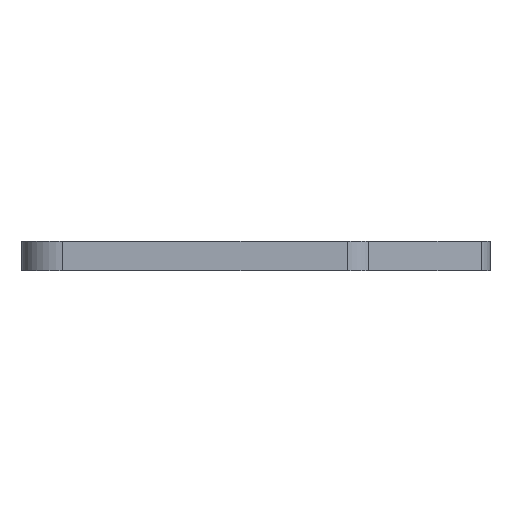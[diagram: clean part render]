
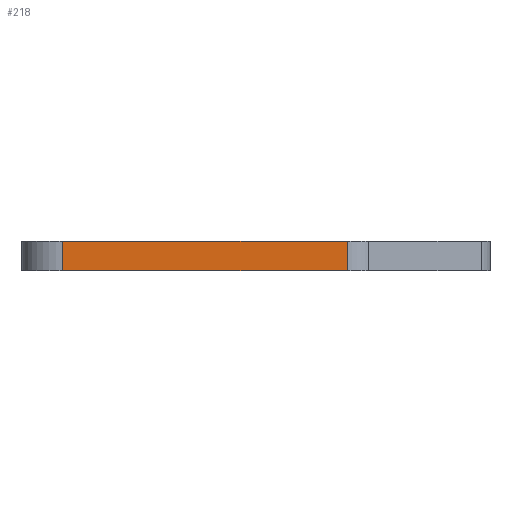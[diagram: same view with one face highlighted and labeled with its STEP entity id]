
A CAD part, left-side view. The second image highlights one B-rep face of the part: STEP entity #218.
In plain terms, the highlighted planar face has unit normal (-1, 0.012, 0).
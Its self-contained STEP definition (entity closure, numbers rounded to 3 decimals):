
#67 = VECTOR ( 'NONE', #1126, 1000. ) ;
#155 = DIRECTION ( 'NONE',  ( 0., 0., 1. ) ) ;
#166 = EDGE_CURVE ( 'NONE', #1945, #466, #886, .T. ) ;
#218 = ADVANCED_FACE ( 'NONE', ( #591 ), #1776, .F. ) ;
#219 = CARTESIAN_POINT ( 'NONE',  ( 405.382, 26.033, 4. ) ) ;
#247 = VECTOR ( 'NONE', #155, 1000. ) ;
#260 = ORIENTED_EDGE ( 'NONE', *, *, #1902, .T. ) ;
#422 = DIRECTION ( 'NONE',  ( 0.012, 1., 0. ) ) ;
#430 = EDGE_CURVE ( 'NONE', #1945, #692, #1983, .T. ) ;
#466 = VERTEX_POINT ( 'NONE', #1153 ) ;
#486 = EDGE_LOOP ( 'NONE', ( #1365, #538, #608, #260 ) ) ;
#538 = ORIENTED_EDGE ( 'NONE', *, *, #166, .T. ) ;
#591 = FACE_OUTER_BOUND ( 'NONE', #486, .T. ) ;
#608 = ORIENTED_EDGE ( 'NONE', *, *, #708, .T. ) ;
#692 = VERTEX_POINT ( 'NONE', #1848 ) ;
#708 = EDGE_CURVE ( 'NONE', #466, #1851, #1508, .T. ) ;
#721 = VECTOR ( 'NONE', #733, 1000. ) ;
#733 = DIRECTION ( 'NONE',  ( 0., 0., -1. ) ) ;
#886 = LINE ( 'NONE', #894, #721 ) ;
#894 = CARTESIAN_POINT ( 'NONE',  ( 405.382, 26.033, 0. ) ) ;
#1010 = CARTESIAN_POINT ( 'NONE',  ( 404.903, -12.573, 4. ) ) ;
#1126 = DIRECTION ( 'NONE',  ( -0.012, -1., 0. ) ) ;
#1153 = CARTESIAN_POINT ( 'NONE',  ( 405.382, 26.033, 0. ) ) ;
#1173 = VECTOR ( 'NONE', #1676, 1000. ) ;
#1283 = CARTESIAN_POINT ( 'NONE',  ( 404.997, -5.023, 4. ) ) ;
#1365 = ORIENTED_EDGE ( 'NONE', *, *, #430, .F. ) ;
#1370 = CARTESIAN_POINT ( 'NONE',  ( 404.903, -12.573, 0. ) ) ;
#1417 = AXIS2_PLACEMENT_3D ( 'NONE', #1283, #1969, #422 ) ;
#1508 = LINE ( 'NONE', #1686, #1173 ) ;
#1650 = CARTESIAN_POINT ( 'NONE',  ( 404.997, -5.023, 4. ) ) ;
#1676 = DIRECTION ( 'NONE',  ( -0.012, -1., 0. ) ) ;
#1686 = CARTESIAN_POINT ( 'NONE',  ( 404.997, -5.023, 0. ) ) ;
#1776 = PLANE ( 'NONE',  #1417 ) ;
#1848 = CARTESIAN_POINT ( 'NONE',  ( 404.903, -12.573, 4. ) ) ;
#1851 = VERTEX_POINT ( 'NONE', #1370 ) ;
#1866 = LINE ( 'NONE', #1010, #247 ) ;
#1902 = EDGE_CURVE ( 'NONE', #1851, #692, #1866, .T. ) ;
#1945 = VERTEX_POINT ( 'NONE', #219 ) ;
#1969 = DIRECTION ( 'NONE',  ( 1., -0.012, 0. ) ) ;
#1983 = LINE ( 'NONE', #1650, #67 ) ;
